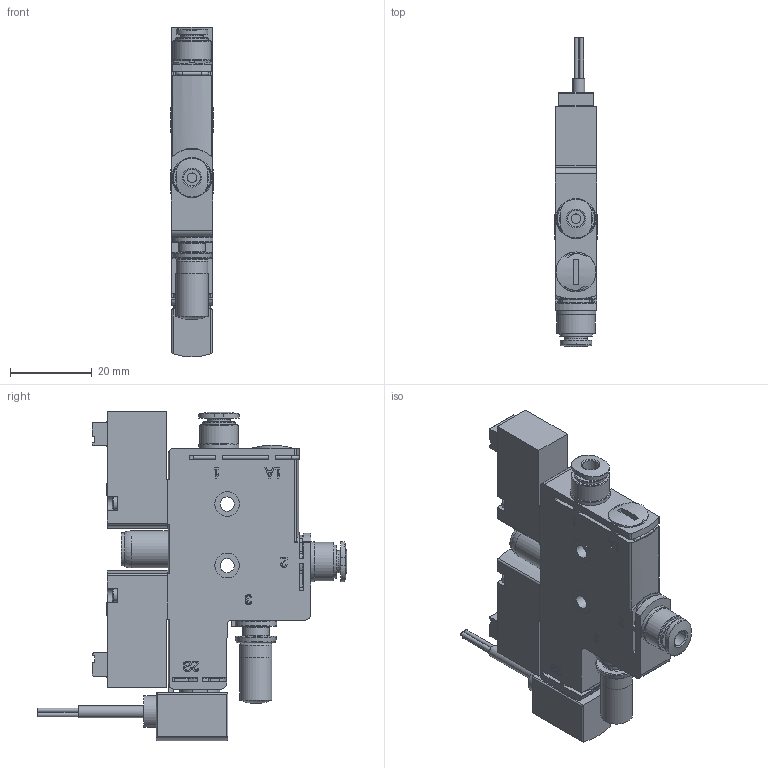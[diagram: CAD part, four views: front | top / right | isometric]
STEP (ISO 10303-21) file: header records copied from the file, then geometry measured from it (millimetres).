
FILE_DESCRIPTION(/* description */ ('STEP AP214'),/* implementation_level */ '2;1');
FILE_NAME(/* name */ '8049049_OVEL-5-H-10-PQ-VQ4-UA-C-A-V1V-H3',/* time_stamp */ '2024-09-13T11:23:39+02:00',/* author */ ('License CC BY-ND 4.0'),/* organization */ ('CADENAS'),/* preprocessor_version */ 'ST-DEVELOPER v19.3',/* originating_system */ 'PARTsolutions',/* authorisation */ ' ');
FILE_SCHEMA (('AUTOMOTIVE_DESIGN {1 0 10303 214 3 1 1}'));
Length unit declared in the file: millimetre
Products named in the file (10): 8049049 OVEL-5-H-10-PQ-VQ4-UA-C-A-V1V-H3; 4329487 OVEL-5A---(h); 132622 QSPKG10-4; 562243 QSPC10; 197005 MHA1-M1H-3/2G-0,6-TC_p; 4406465 DPT-F-TP-1.6x23-PT10; 8025974 SPTE-V1R-PC10-V-2.5K---(Geh); 8141085 UO-M5; 388135 CPA10(OABM); 677814 MEBH-4/2-QS-6---(SPTE)
Assembly tree (15 placements, depth 2):
  8049049 OVEL-5-H-10-PQ-VQ4-UA-C-A-V1V-H3
    4329487 OVEL-5A---(h)
    132622 QSPKG10-4  x2
    562243 QSPC10
    197005 MHA1-M1H-3/2G-0,6-TC_p  x2
    4406465 DPT-F-TP-1.6x23-PT10  x4
    8025974 SPTE-V1R-PC10-V-2.5K---(Geh)
    8141085 UO-M5
    388135 CPA10(OABM)
    677814 MEBH-4/2-QS-6---(SPTE)  x2
Bounding box: 10.3 x 75.45 x 80.4 mm (x, y, z)
Volume: 28284.5 mm3; surface area: 16864.5 mm2
Topology: 15 solids, 15 shells, 884 faces, 2174 edges, 1420 vertices
Faces by surface type: plane 463, cylinder 312, torus 57, cone 45, sphere 7
Full cylindrical faces by diameter (mm): 0.8 x5, 0.9 x2, 1.05 x3, 1.25 x4, 1.28 x4, 1.6 x4, 1.68 x4, 1.8 x8, 2 x1, 2.1 x1, 2.3 x2, 2.9 x2, 3.1 x2, 3.2 x4, 3.4 x1, 3.45 x2, 3.8 x1, 3.9 x1, 4 x2, 4.134 x1, 5 x1, 5.4 x3, 5.6 x4, 5.65 x2, 6 x4, 6.5 x1, 7 x4, 7.15 x2, 7.2 x2, 7.7 x1
Entity records: 23548 total; most frequent: CARTESIAN_POINT 3532, DIRECTION 3316, ORIENTED_EDGE 2984, EDGE_CURVE 1492, AXIS2_PLACEMENT_3D 1186, VERTEX_POINT 1069, EDGE_LOOP 953, FACE_BOUND 953
